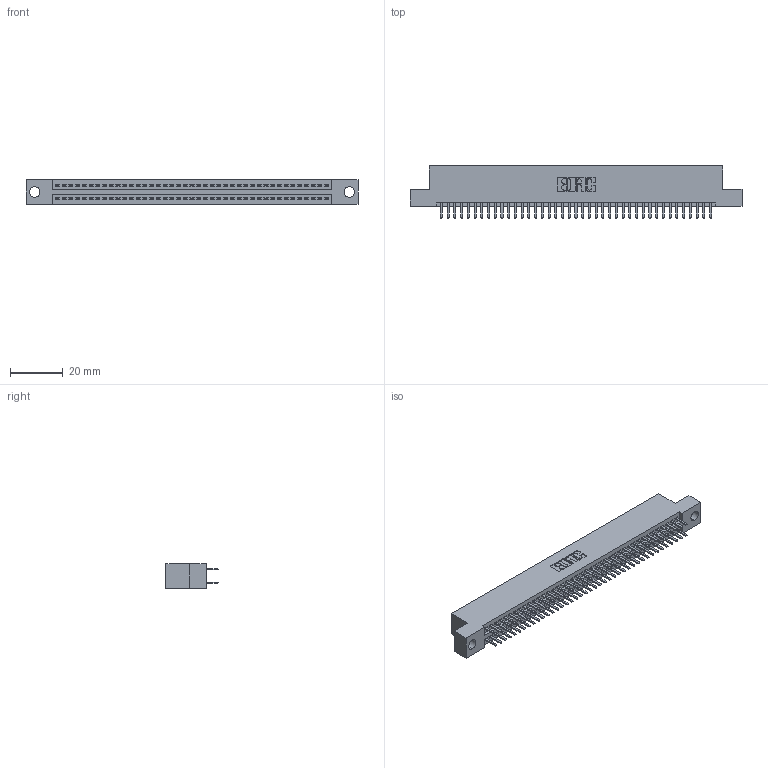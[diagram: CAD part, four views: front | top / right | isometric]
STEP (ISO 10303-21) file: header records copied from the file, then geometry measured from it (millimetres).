
FILE_DESCRIPTION (( 'STEP AP203' ), '1' );
FILE_NAME ('345-082-520-204.STEP', '2021-05-20T11:49:16', ( '' ), ( '' ), 'SwSTEP 2.0', 'SolidWorks 2020', '' );
FILE_SCHEMA (( 'CONFIG_CONTROL_DESIGN' ));
Length unit declared in the file: inch
Products named in the file (3): 345-082-520-204; 345-292-001_345-293-120; 345 Part_Flush Mounting Lugs - 0.156 Dia-TI
Assembly tree (83 placements, depth 2):
  345-082-520-204
    345 Part_Flush Mounting Lugs - 0.156 Dia-TI
    345-292-001_345-293-120  x82
Bounding box: 125.35 x 19.68 x 9.4 mm (x, y, z)
Volume: 12025.2 mm3; surface area: 17530.9 mm2
Topology: 83 solids, 83 shells, 4568 faces, 13251 edges, 8614 vertices
Faces by surface type: plane 2964, cylinder 1604
Entity records: 32837 total; most frequent: CARTESIAN_POINT 5522, ORIENTED_EDGE 5442, DIRECTION 4857, EDGE_CURVE 2721, LINE 2421, VECTOR 2421, VERTEX_POINT 1810, AXIS2_PLACEMENT_3D 1218
